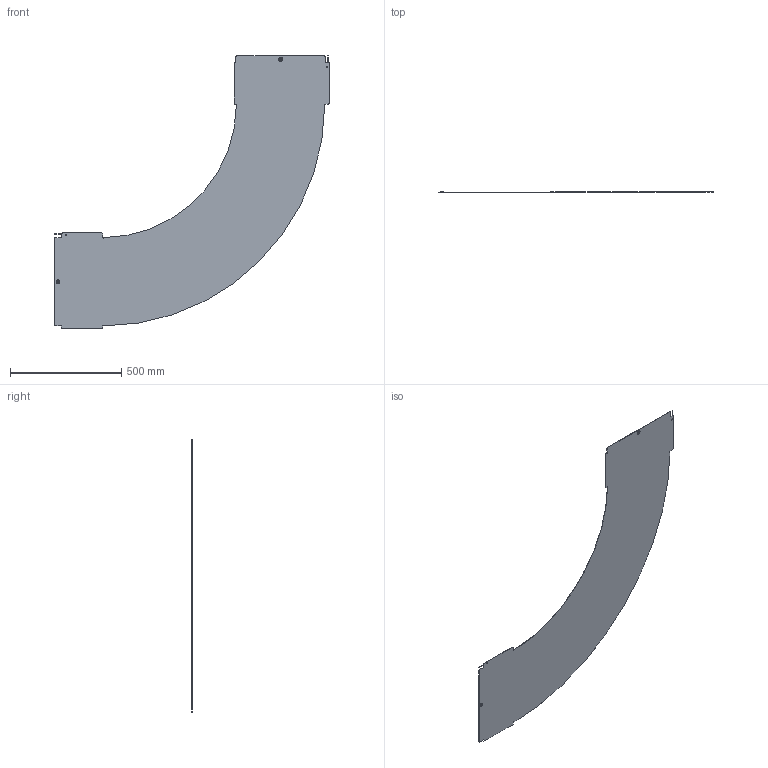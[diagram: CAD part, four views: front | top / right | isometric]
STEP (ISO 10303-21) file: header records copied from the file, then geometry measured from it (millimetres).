
FILE_DESCRIPTION (( 'STEP AP203' ), '1' );
FILE_NAME ('嗜吕 195.00.21 署赅 镱忸痤蜞 磬 90 沭. LESTA R600_-02.step', '2022-01-27T09:56:50', ( '' ), ( '' ), 'SwSTEP 2.0', 'SolidWorks 2017', '' );
FILE_SCHEMA (( 'CONFIG_CONTROL_DESIGN' ));
Length unit declared in the file: millimetre
Products named in the file (1): 嗜吕 195.00.21 署赅 镱忸痤蜞 磬 90 沭. LESTA R600_-02
Bounding box: 1236.57 x 2.8 x 1225.83 mm (x, y, z)
Volume: 821324.5 mm3; surface area: 1374237.2 mm2
Topology: 1 solids, 1 shells, 96 faces, 249 edges, 161 vertices
Faces by surface type: plane 38, cylinder 30, torus 16, cone 8, bspline 4
Entity records: 3110 total; most frequent: CARTESIAN_POINT 591, DIRECTION 535, ORIENTED_EDGE 498, EDGE_CURVE 249, AXIS2_PLACEMENT_3D 201, VERTEX_POINT 161, LINE 133, VECTOR 133
